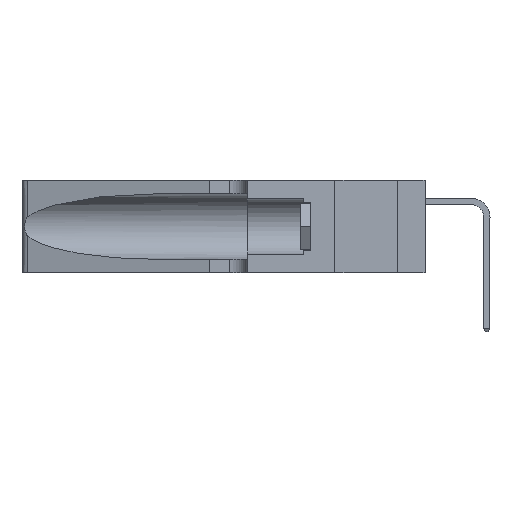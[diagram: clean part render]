
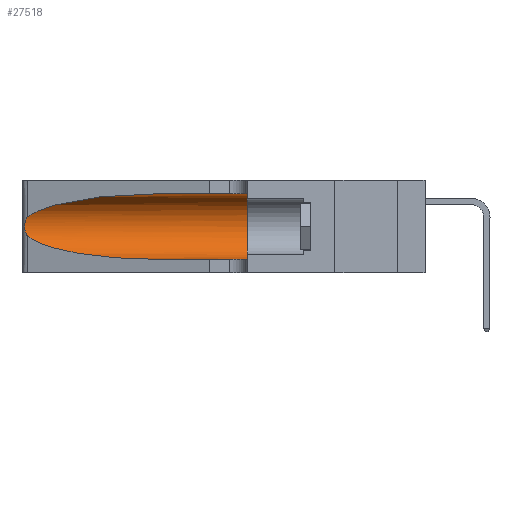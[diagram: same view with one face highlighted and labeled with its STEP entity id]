
A CAD part, left-side view. The second image highlights one B-rep face of the part: STEP entity #27518.
In plain terms, the highlighted cylindrical face has radius 3.308 mm (diameter 6.617 mm), a partial arc.
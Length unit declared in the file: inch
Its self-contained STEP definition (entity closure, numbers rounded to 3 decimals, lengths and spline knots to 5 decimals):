
#655 = LINE ( 'NONE', #2309, #32671 ) ;
#1798 = ORIENTED_EDGE ( 'NONE', *, *, #16121, .F. ) ;
#1955 = CARTESIAN_POINT ( 'NONE',  ( 0.25856, 1.23593, 0.16098 ) ) ;
#2115 = CARTESIAN_POINT ( 'NONE',  ( 0.18966, 0.96281, 0.31525 ) ) ;
#2309 = CARTESIAN_POINT ( 'NONE',  ( 0.1305, 1.61858, 0.05475 ) ) ;
#2371 = CARTESIAN_POINT ( 'NONE',  ( 0.18966, 0.96281, 0.05475 ) ) ;
#2475 = EDGE_LOOP ( 'NONE', ( #25821, #17708, #23492, #23161, #36693, #1798 ) ) ;
#5100 = CARTESIAN_POINT ( 'NONE',  ( 0.25639, 1.23186, 0.15144 ) ) ;
#7625 = VERTEX_POINT ( 'NONE', #37126 ) ;
#7767 = DIRECTION ( 'NONE',  ( 0., 0., -1. ) ) ;
#8060 = CARTESIAN_POINT ( 'NONE',  ( 0.25487, 1.22718, 0.22369 ) ) ;
#8198 = CARTESIAN_POINT ( 'NONE',  ( 0.25487, 1.22718, 0.14631 ) ) ;
#8368 = CARTESIAN_POINT ( 'NONE',  ( 0.2373, 1.15595, 0.28018 ) ) ;
#9313 = EDGE_CURVE ( 'NONE', #24781, #7625, #15751, .T. ) ;
#9797 = DIRECTION ( 'NONE',  ( 0., -1., 0. ) ) ;
#9865 = CARTESIAN_POINT ( 'NONE',  ( 0.1305, 0.35, 0.05475 ) ) ;
#11144 = DIRECTION ( 'NONE',  ( 0., 1., 0. ) ) ;
#11174 = CARTESIAN_POINT ( 'NONE',  ( 0.25639, 1.23184, 0.21858 ) ) ;
#12216 = CIRCLE ( 'NONE', #37565, 0.13025 ) ;
#12365 = VERTEX_POINT ( 'NONE', #25973 ) ;
#14239 = CARTESIAN_POINT ( 'NONE',  ( 0.25854, 1.2359, 0.20912 ) ) ;
#14725 = DIRECTION ( 'NONE',  ( 0., -1., 0. ) ) ;
#14777 = EDGE_CURVE ( 'NONE', #36152, #23295, #655, .T. ) ;
#15339 = EDGE_CURVE ( 'NONE', #16204, #24781, #30430, .T. ) ;
#15751 = B_SPLINE_CURVE_WITH_KNOTS ( 'NONE', 3,
 ( #8060, #29728, #11174, #32862, #14239, #36004, #17347, #39075, #20452, #1955, #23574, #5100, #26707, #8198 ),
 .UNSPECIFIED., .F., .F.,
 ( 4, 2, 2, 2, 2, 2, 4 ),
 ( 0., 0.00027, 0.00053, 0.00107, 0.0016, 0.00187, 0.00214 ),
 .UNSPECIFIED. ) ;
#16121 = EDGE_CURVE ( 'NONE', #16204, #12365, #37873, .T. ) ;
#16204 = VERTEX_POINT ( 'NONE', #22467 ) ;
#17329 = AXIS2_PLACEMENT_3D ( 'NONE', #38645, #26280, #7767 ) ;
#17347 = CARTESIAN_POINT ( 'NONE',  ( 0.26075, 1.23896, 0.19203 ) ) ;
#17708 = ORIENTED_EDGE ( 'NONE', *, *, #9313, .T. ) ;
#18490 = FACE_OUTER_BOUND ( 'NONE', #2475, .T. ) ;
#18797 = CARTESIAN_POINT ( 'NONE',  ( 0.1305, 1.61858, 0.31525 ) ) ;
#20452 = CARTESIAN_POINT ( 'NONE',  ( 0.26017, 1.23833, 0.17102 ) ) ;
#20498 = CARTESIAN_POINT ( 'NONE',  ( 0.25487, 1.22718, 0.22369 ) ) ;
#22467 = CARTESIAN_POINT ( 'NONE',  ( 0.1305, 0.72297, 0.31525 ) ) ;
#23161 = ORIENTED_EDGE ( 'NONE', *, *, #14777, .T. ) ;
#23295 = VERTEX_POINT ( 'NONE', #9865 ) ;
#23492 = ORIENTED_EDGE ( 'NONE', *, *, #31607, .T. ) ;
#23574 = CARTESIAN_POINT ( 'NONE',  ( 0.25789, 1.23486, 0.15765 ) ) ;
#23752 = CARTESIAN_POINT ( 'NONE',  ( 0.1305, 0.72297, 0.31525 ) ) ;
#23992 = CARTESIAN_POINT ( 'NONE',  ( 0.1305, 0.72297, 0.05475 ) ) ;
#24781 = VERTEX_POINT ( 'NONE', #20498 ) ;
#24811 = CYLINDRICAL_SURFACE ( 'NONE', #17329, 0.13025 ) ;
#25821 = ORIENTED_EDGE ( 'NONE', *, *, #15339, .T. ) ;
#25973 = CARTESIAN_POINT ( 'NONE',  ( 0.1305, 0.35, 0.31525 ) ) ;
#26280 = DIRECTION ( 'NONE',  ( 0., -1., 0. ) ) ;
#26707 = CARTESIAN_POINT ( 'NONE',  ( 0.25555, 1.22993, 0.14849 ) ) ;
#26990 = CARTESIAN_POINT ( 'NONE',  ( 0.1305, 0.72297, 0.05475 ) ) ;
#27518 = ADVANCED_FACE ( 'NONE', ( #18490 ), #24811, .F. ) ;
#27624 =( BOUNDED_CURVE ( )  B_SPLINE_CURVE ( 3, ( #39482, #36390, #2371, #23992 ),
 .UNSPECIFIED., .F., .T. ) 
 B_SPLINE_CURVE_WITH_KNOTS ( ( 4, 4 ),
 ( 3.44316, 4.71239 ),
 .UNSPECIFIED. ) 
 CURVE ( )  GEOMETRIC_REPRESENTATION_ITEM ( )  RATIONAL_B_SPLINE_CURVE ( ( 1., 0.87, 0.87, 1. ) ) 
 REPRESENTATION_ITEM ( '' )  );
#29620 = VECTOR ( 'NONE', #9797, 39.37008 ) ;
#29695 = CARTESIAN_POINT ( 'NONE',  ( 0.1305, 0.35, 0.185 ) ) ;
#29728 = CARTESIAN_POINT ( 'NONE',  ( 0.25555, 1.22994, 0.2215 ) ) ;
#30017 = CARTESIAN_POINT ( 'NONE',  ( 0.25487, 1.22718, 0.22369 ) ) ;
#30430 =( BOUNDED_CURVE ( )  B_SPLINE_CURVE ( 3, ( #23752, #2115, #8368, #30017 ),
 .UNSPECIFIED., .F., .T. ) 
 B_SPLINE_CURVE_WITH_KNOTS ( ( 4, 4 ),
 ( 1.5708, 2.84003 ),
 .UNSPECIFIED. ) 
 CURVE ( )  GEOMETRIC_REPRESENTATION_ITEM ( )  RATIONAL_B_SPLINE_CURVE ( ( 1., 0.87, 0.87, 1. ) ) 
 REPRESENTATION_ITEM ( '' )  );
#31607 = EDGE_CURVE ( 'NONE', #7625, #36152, #27624, .T. ) ;
#32671 = VECTOR ( 'NONE', #14725, 39.37008 ) ;
#32834 = DIRECTION ( 'NONE',  ( 0., 0., 1. ) ) ;
#32862 = CARTESIAN_POINT ( 'NONE',  ( 0.25787, 1.23484, 0.2124 ) ) ;
#36004 = CARTESIAN_POINT ( 'NONE',  ( 0.26018, 1.23835, 0.19895 ) ) ;
#36152 = VERTEX_POINT ( 'NONE', #26990 ) ;
#36390 = CARTESIAN_POINT ( 'NONE',  ( 0.2373, 1.15595, 0.08982 ) ) ;
#36693 = ORIENTED_EDGE ( 'NONE', *, *, #36710, .F. ) ;
#36710 = EDGE_CURVE ( 'NONE', #12365, #23295, #12216, .T. ) ;
#37126 = CARTESIAN_POINT ( 'NONE',  ( 0.25487, 1.22718, 0.14631 ) ) ;
#37565 = AXIS2_PLACEMENT_3D ( 'NONE', #29695, #11144, #32834 ) ;
#37873 = LINE ( 'NONE', #18797, #29620 ) ;
#38645 = CARTESIAN_POINT ( 'NONE',  ( 0.1305, 1.61858, 0.185 ) ) ;
#39075 = CARTESIAN_POINT ( 'NONE',  ( 0.26075, 1.23896, 0.178 ) ) ;
#39482 = CARTESIAN_POINT ( 'NONE',  ( 0.25487, 1.22718, 0.14631 ) ) ;
